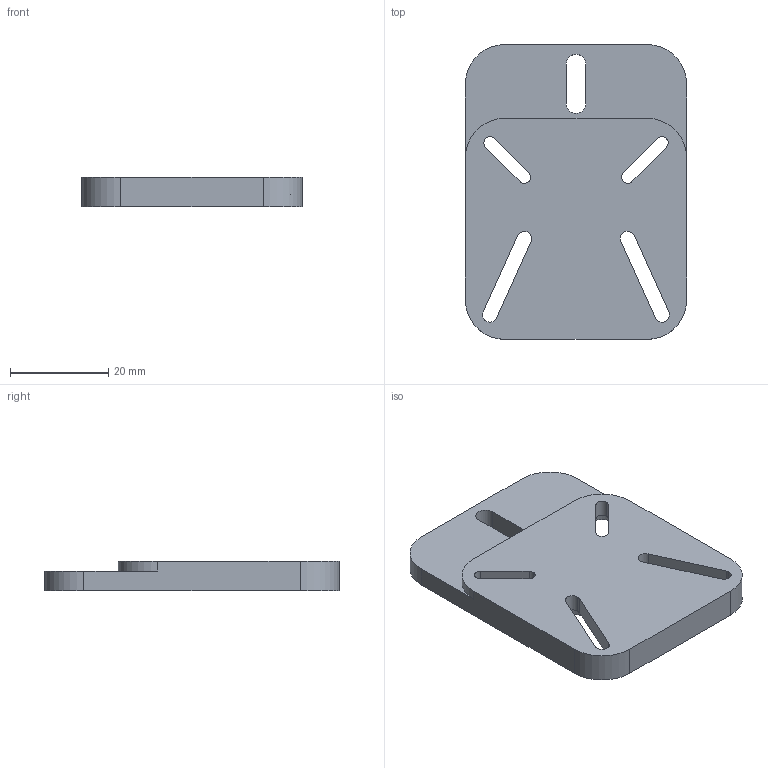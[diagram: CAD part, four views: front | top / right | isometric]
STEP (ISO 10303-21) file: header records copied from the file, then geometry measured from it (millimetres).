
FILE_DESCRIPTION (( 'STEP AP203' ), '1' );
FILE_NAME ('OAK_FCC_HOLDER.STEP', '2022-09-01T19:25:35', ( '' ), ( '' ), 'SwSTEP 2.0', 'SolidWorks 2021', '' );
FILE_SCHEMA (( 'CONFIG_CONTROL_DESIGN' ));
Length unit declared in the file: millimetre
Products named in the file (1): OAK_FCC_HOLDER
Bounding box: 45 x 60 x 6 mm (x, y, z)
Volume: 12452.5 mm3; surface area: 7060.6 mm2
Topology: 1 solids, 1 shells, 62 faces, 168 edges, 112 vertices
Faces by surface type: cylinder 32, plane 30
Entity records: 2073 total; most frequent: DIRECTION 358, CARTESIAN_POINT 343, ORIENTED_EDGE 336, EDGE_CURVE 168, AXIS2_PLACEMENT_3D 127, VERTEX_POINT 112, VECTOR 104, LINE 104
